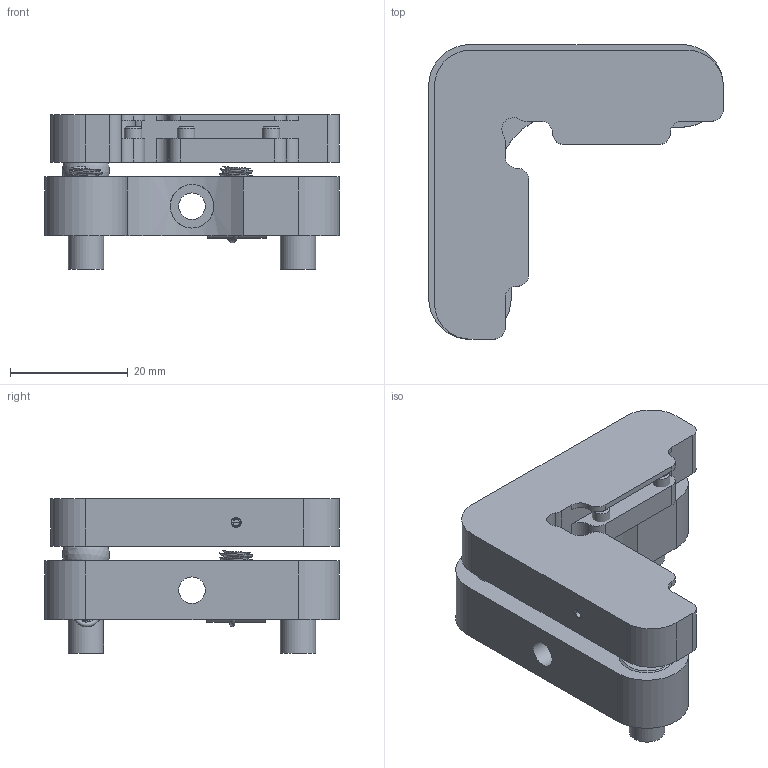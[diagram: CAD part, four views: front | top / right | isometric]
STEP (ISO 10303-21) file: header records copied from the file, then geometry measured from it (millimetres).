
FILE_DESCRIPTION (( 'STEP AP203' ), '1' );
FILE_NAME ('04RFM-1(M)-H.STEP', '2023-07-13T03:00:43', ( '' ), ( '' ), 'SwSTEP 2.0', 'SolidWorks 2022', '' );
FILE_SCHEMA (( 'CONFIG_CONTROL_DESIGN' ));
Length unit declared in the file: millimetre
Products named in the file (1): 04RFM-1(M)-H
Bounding box: 50 x 50 x 26.16 mm (x, y, z)
Surface area: 11710 mm2 (no closed solid volume)
Topology: 0 solids, 26 shells, 186 faces, 524 edges, 358 vertices
Faces by surface type: plane 94, cylinder 69, cone 12, bspline 6, torus 4, sphere 1
Full cylindrical faces by diameter (mm): 0.8 x3, 1.5 x2, 1.7 x2, 2.5 x4, 3 x4, 4.5 x2, 6 x2, 6.5 x4, 7.4 x2, 9.5 x2
Entity records: 10334 total; most frequent: CARTESIAN_POINT 5634, DIRECTION 984, ORIENTED_EDGE 806, EDGE_CURVE 469, AXIS2_PLACEMENT_3D 364, VERTEX_POINT 348, EDGE_LOOP 272, VECTOR 256
